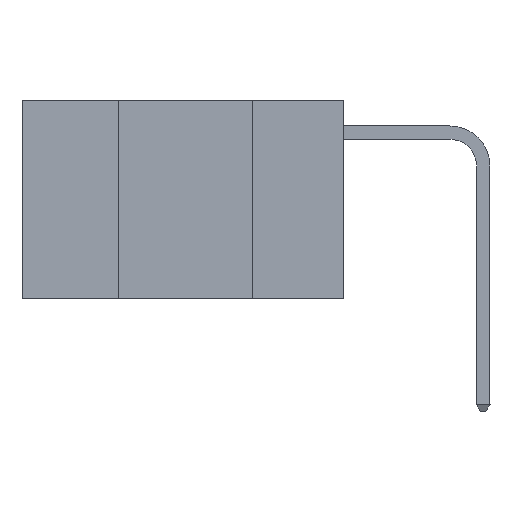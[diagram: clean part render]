
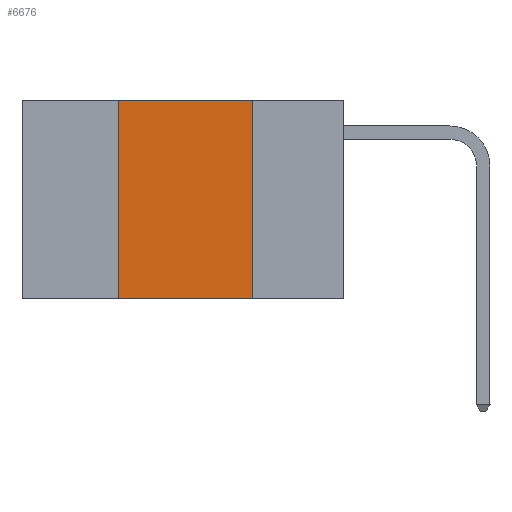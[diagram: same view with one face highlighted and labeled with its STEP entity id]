
A CAD part, left-side view. The second image highlights one B-rep face of the part: STEP entity #6676.
In plain terms, the highlighted planar face has unit normal (-1, 0, 0).
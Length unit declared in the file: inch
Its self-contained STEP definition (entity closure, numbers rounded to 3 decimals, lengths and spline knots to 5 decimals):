
#115 = DIRECTION ( 'NONE',  ( 1., 0., 0. ) ) ;
#1300 = EDGE_CURVE ( 'NONE', #3302, #20640, #9642, .T. ) ;
#2058 = VERTEX_POINT ( 'NONE', #10443 ) ;
#2620 = EDGE_CURVE ( 'NONE', #3302, #2058, #3162, .T. ) ;
#3162 = LINE ( 'NONE', #20199, #13108 ) ;
#3296 = ORIENTED_EDGE ( 'NONE', *, *, #3950, .F. ) ;
#3299 = FACE_OUTER_BOUND ( 'NONE', #12384, .T. ) ;
#3302 = VERTEX_POINT ( 'NONE', #12589 ) ;
#3916 = PLANE ( 'NONE',  #24557 ) ;
#3950 = EDGE_CURVE ( 'NONE', #22133, #20640, #19871, .T. ) ;
#4240 = DIRECTION ( 'NONE',  ( 0., -1., 0. ) ) ;
#4376 = ORIENTED_EDGE ( 'NONE', *, *, #1300, .T. ) ;
#6023 = CARTESIAN_POINT ( 'NONE',  ( 0., 0.6, 0. ) ) ;
#6676 = ADVANCED_FACE ( 'NONE', ( #3299 ), #3916, .F. ) ;
#6980 = CARTESIAN_POINT ( 'NONE',  ( 0., 0.17, 0. ) ) ;
#8407 = CARTESIAN_POINT ( 'NONE',  ( 0., 0.17, 0. ) ) ;
#9642 = LINE ( 'NONE', #19760, #20090 ) ;
#9660 = ORIENTED_EDGE ( 'NONE', *, *, #11652, .F. ) ;
#10443 = CARTESIAN_POINT ( 'NONE',  ( 0., 0.42, 0. ) ) ;
#11652 = EDGE_CURVE ( 'NONE', #2058, #22133, #18952, .T. ) ;
#11928 = DIRECTION ( 'NONE',  ( 0., -1., 0. ) ) ;
#12118 = ORIENTED_EDGE ( 'NONE', *, *, #2620, .F. ) ;
#12384 = EDGE_LOOP ( 'NONE', ( #3296, #9660, #12118, #4376 ) ) ;
#12589 = CARTESIAN_POINT ( 'NONE',  ( 0., 0.42, -0.37 ) ) ;
#13108 = VECTOR ( 'NONE', #18227, 39.37008 ) ;
#13702 = VECTOR ( 'NONE', #4240, 39.37008 ) ;
#13958 = DIRECTION ( 'NONE',  ( 0., 0., -1. ) ) ;
#14000 = VECTOR ( 'NONE', #22671, 39.37008 ) ;
#16085 = CARTESIAN_POINT ( 'NONE',  ( 0., 0.6, 0. ) ) ;
#18227 = DIRECTION ( 'NONE',  ( 0., 0., 1. ) ) ;
#18952 = LINE ( 'NONE', #16085, #13702 ) ;
#19760 = CARTESIAN_POINT ( 'NONE',  ( 0., 0.6, -0.37 ) ) ;
#19871 = LINE ( 'NONE', #6980, #14000 ) ;
#20090 = VECTOR ( 'NONE', #11928, 39.37008 ) ;
#20199 = CARTESIAN_POINT ( 'NONE',  ( 0., 0.42, 0. ) ) ;
#20640 = VERTEX_POINT ( 'NONE', #24933 ) ;
#22133 = VERTEX_POINT ( 'NONE', #8407 ) ;
#22671 = DIRECTION ( 'NONE',  ( 0., 0., -1. ) ) ;
#24557 = AXIS2_PLACEMENT_3D ( 'NONE', #6023, #115, #13958 ) ;
#24933 = CARTESIAN_POINT ( 'NONE',  ( 0., 0.17, -0.37 ) ) ;
